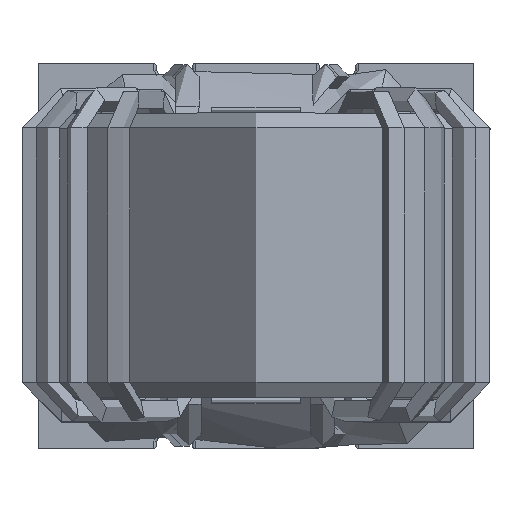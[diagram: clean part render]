
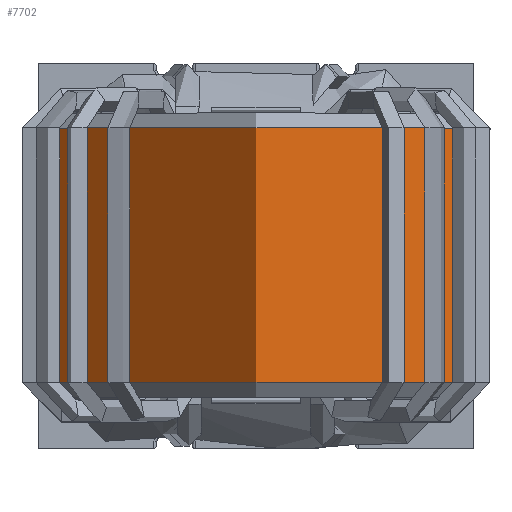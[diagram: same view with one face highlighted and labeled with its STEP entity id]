
A CAD part, top view. The second image highlights one B-rep face of the part: STEP entity #7702.
In plain terms, the highlighted cylindrical face has radius 7.15 mm (diameter 14.3 mm), a full revolution.
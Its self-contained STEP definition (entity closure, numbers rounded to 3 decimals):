
#287=CYLINDRICAL_SURFACE('',#8284,7.15);
#1735=ORIENTED_EDGE('',*,*,#2747,.T.);
#1736=ORIENTED_EDGE('',*,*,#2748,.T.);
#2747=EDGE_CURVE('',#3316,#3316,#3732,.F.);
#2748=EDGE_CURVE('',#3317,#3317,#3733,.T.);
#3316=VERTEX_POINT('',#13263);
#3317=VERTEX_POINT('',#13265);
#3732=CIRCLE('',#8285,7.15);
#3733=CIRCLE('',#8286,7.15);
#4136=EDGE_LOOP('',(#1735));
#4137=EDGE_LOOP('',(#1736));
#4693=FACE_BOUND('',#4136,.T.);
#4694=FACE_BOUND('',#4137,.T.);
#7702=ADVANCED_FACE('',(#4693,#4694),#287,.T.);
#8284=AXIS2_PLACEMENT_3D('',#13261,#9471,#9472);
#8285=AXIS2_PLACEMENT_3D('',#13262,#9473,#9474);
#8286=AXIS2_PLACEMENT_3D('',#13264,#9475,#9476);
#9471=DIRECTION('',(0.,1.,0.));
#9472=DIRECTION('',(0.,0.,1.));
#9473=DIRECTION('',(0.,1.,0.));
#9474=DIRECTION('',(0.,0.,1.));
#9475=DIRECTION('',(0.,1.,0.));
#9476=DIRECTION('',(0.,0.,1.));
#13261=CARTESIAN_POINT('',(0.,-4.8,7.85));
#13262=CARTESIAN_POINT('',(0.,4.3,7.85));
#13263=CARTESIAN_POINT('',(0.,4.3,15.));
#13264=CARTESIAN_POINT('',(0.,-4.3,7.85));
#13265=CARTESIAN_POINT('',(0.,-4.3,15.));
